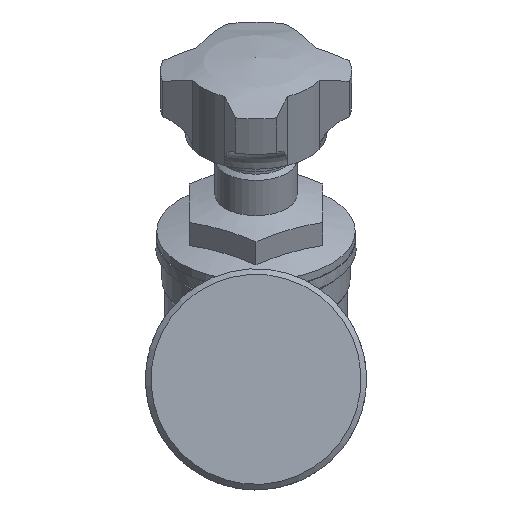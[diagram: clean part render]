
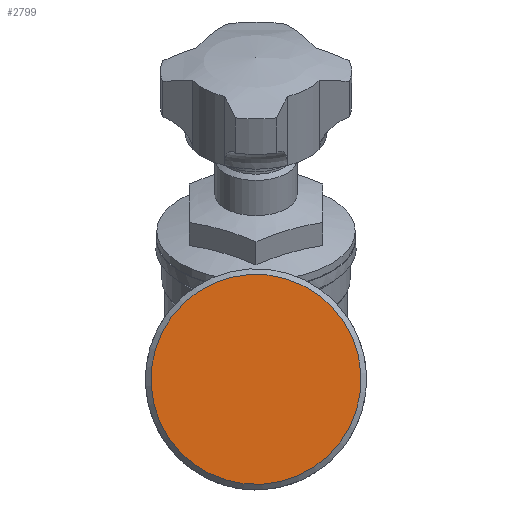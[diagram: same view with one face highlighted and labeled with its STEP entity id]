
A CAD part, left-side view. The second image highlights one B-rep face of the part: STEP entity #2799.
In plain terms, the highlighted planar face has unit normal (-1, 0, 0).
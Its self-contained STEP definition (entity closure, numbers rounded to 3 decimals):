
#273=PLANE('',#3129);
#1293=ORIENTED_EDGE('',*,*,#1719,.T.);
#1719=EDGE_CURVE('',#2000,#2000,#2143,.F.);
#2000=VERTEX_POINT('',#8754);
#2143=CIRCLE('',#3130,35.692);
#2353=EDGE_LOOP('',(#1293));
#2572=FACE_BOUND('',#2353,.T.);
#2799=ADVANCED_FACE('',(#2572),#273,.F.);
#3129=AXIS2_PLACEMENT_3D('',#8752,#3881,#3882);
#3130=AXIS2_PLACEMENT_3D('',#8753,#3883,#3884);
#3881=DIRECTION('',(1.,0.,0.));
#3882=DIRECTION('',(0.,-0.894,-0.447));
#3883=DIRECTION('',(1.,0.,0.));
#3884=DIRECTION('',(0.,-0.894,-0.447));
#8752=CARTESIAN_POINT('',(-110.,0.,0.));
#8753=CARTESIAN_POINT('',(-110.,0.,0.));
#8754=CARTESIAN_POINT('',(-110.,-31.926,-15.959));
